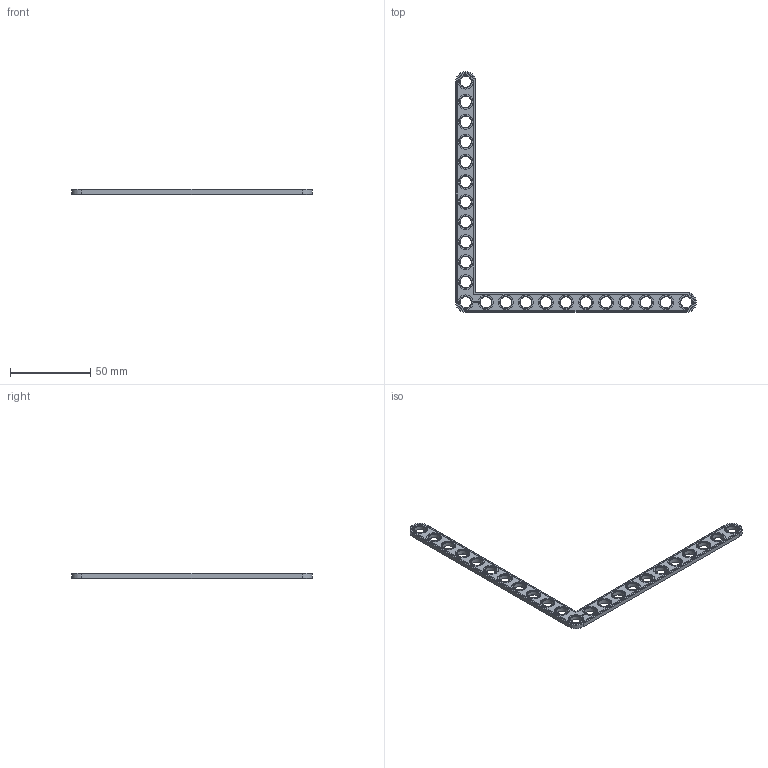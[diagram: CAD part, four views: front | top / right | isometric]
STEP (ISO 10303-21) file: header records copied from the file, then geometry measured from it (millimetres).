
FILE_DESCRIPTION(('FreeCAD Model'),'2;1');
FILE_NAME('Open CASCADE Shape Model','2024-02-09T22:21:50',(''),(''), 'Open CASCADE STEP processor 7.6','FreeCAD','Unknown');
FILE_SCHEMA(('AUTOMOTIVE_DESIGN { 1 0 10303 214 1 1 1 1 }'));
Length unit declared in the file: millimetre
Products named in the file (1): Brace AGD 90 SYM ERR BU12x00.25 - SPN-BRC-0620 (stemfie.org)
Bounding box: 150 x 150 x 3.12 mm (x, y, z)
Volume: 7957.6 mm3; surface area: 8618.3 mm2
Topology: 1 solids, 1 shells, 665 faces, 1755 edges, 1150 vertices
Faces by surface type: plane 345, extrusion 216, cone 52, cylinder 52
Full cylindrical faces by diameter (mm): 7 x23, 9.2 x23
Entity records: 44996 total; most frequent: CARTESIAN_POINT 11238, DIRECTION 5411, VECTOR 4118, LINE 3902, ORIENTED_EDGE 3510, PCURVE 3510, DEFINITIONAL_REPRESENTATION 3510, EDGE_CURVE 1755
